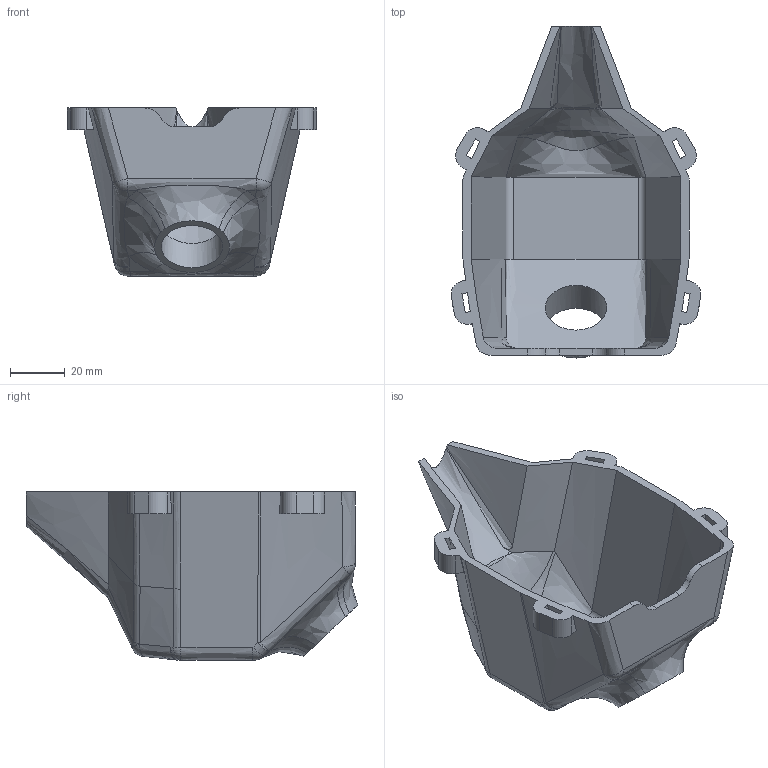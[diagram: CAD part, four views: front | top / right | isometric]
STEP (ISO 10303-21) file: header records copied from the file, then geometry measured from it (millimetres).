
FILE_DESCRIPTION(/* description */ (''),/* implementation_level */ '2;1');
FILE_NAME(/* name */ 'InjectionMaskFilterDown.step',/* time_stamp */ '2020-04-01T00:23:42+02:00',/* author */ (''),/* organization */ (''),/* preprocessor_version */ 'ST-DEVELOPER v18',/* originating_system */ 'Autodesk Translation Framework v8.12.0.6',/* authorisation */ '');
FILE_SCHEMA (('AUTOMOTIVE_DESIGN { 1 0 10303 214 3 1 1 }'));
Length unit declared in the file: millimetre
Products named in the file (3): MascarillaInyecciónBarbilla; Mascarilla; EngancheGoma
Assembly tree (2 placements, depth 2):
  MascarillaInyecciónBarbilla
    Mascarilla
    EngancheGoma
Bounding box: 91.01 x 120.93 x 61.31 mm (x, y, z)
Volume: 64921.7 mm3; surface area: 41092.9 mm2
Topology: 1 solids, 1 shells, 157 faces, 450 edges, 271 vertices
Faces by surface type: bspline 86, plane 52, cylinder 15, torus 4
Full cylindrical faces by diameter (mm): 22.4 x1
Entity records: 9895 total; most frequent: CARTESIAN_POINT 6504, ORIENTED_EDGE 860, EDGE_CURVE 430, DIRECTION 407, VERTEX_POINT 271, B_SPLINE_CURVE_WITH_KNOTS 223, EDGE_LOOP 163, LINE 157
